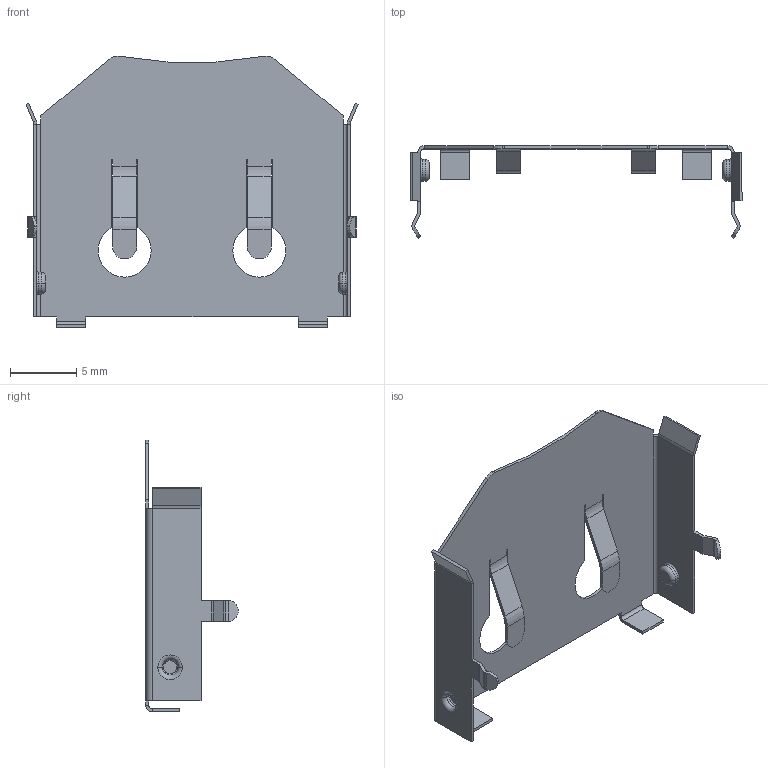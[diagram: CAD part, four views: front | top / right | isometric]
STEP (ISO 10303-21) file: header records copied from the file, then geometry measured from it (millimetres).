
FILE_DESCRIPTION (( 'STEP AP214' ), '1' );
FILE_NAME ('BRX1-2032-PC.STEP', '2022-05-25T02:08:51', ( '' ), ( '' ), 'SwSTEP 2.0', 'SolidWorks 2017', '' );
FILE_SCHEMA (( 'AUTOMOTIVE_DESIGN' ));
Length unit declared in the file: millimetre
Products named in the file (1): BRX1-2032-PC
Bounding box: 25.04 x 6.96 x 20.5 mm (x, y, z)
Volume: 130.3 mm3; surface area: 1179.1 mm2
Topology: 1 solids, 1 shells, 180 faces, 426 edges, 252 vertices
Faces by surface type: plane 111, cylinder 53, torus 16
Entity records: 5122 total; most frequent: DIRECTION 926, CARTESIAN_POINT 859, ORIENTED_EDGE 852, EDGE_CURVE 426, AXIS2_PLACEMENT_3D 319, VECTOR 288, LINE 288, VERTEX_POINT 252
